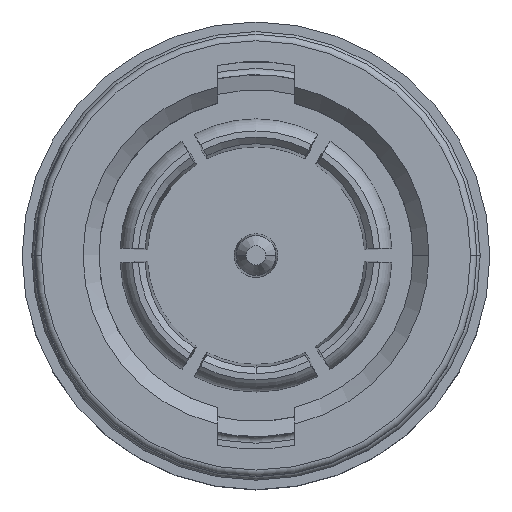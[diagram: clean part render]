
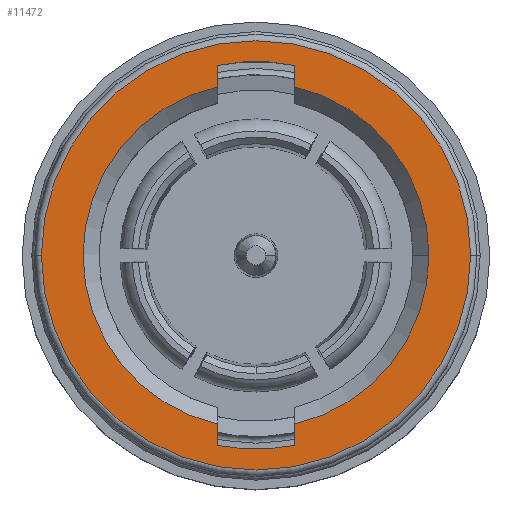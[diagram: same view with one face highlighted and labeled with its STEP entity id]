
A CAD part, top view. The second image highlights one B-rep face of the part: STEP entity #11472.
In plain terms, the highlighted planar face has unit normal (0, 0, 1).
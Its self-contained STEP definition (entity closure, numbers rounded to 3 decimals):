
#366 = VERTEX_POINT ( 'NONE', #13213 ) ;
#496 = ORIENTED_EDGE ( 'NONE', *, *, #5426, .F. ) ;
#507 = ORIENTED_EDGE ( 'NONE', *, *, #12636, .T. ) ;
#531 = DIRECTION ( 'NONE',  ( 1., 0., 0. ) ) ;
#795 = CARTESIAN_POINT ( 'NONE',  ( -1.2, 4.751, 0.73 ) ) ;
#823 = CARTESIAN_POINT ( 'NONE',  ( 1.2, -5.93, 0.73 ) ) ;
#919 = CIRCLE ( 'NONE', #6628, 6.7 ) ;
#930 = ORIENTED_EDGE ( 'NONE', *, *, #4419, .F. ) ;
#1496 = VERTEX_POINT ( 'NONE', #9431 ) ;
#1604 = CARTESIAN_POINT ( 'NONE',  ( 0., 0., 0.73 ) ) ;
#2206 = DIRECTION ( 'NONE',  ( 0., 0., 1. ) ) ;
#2500 = VECTOR ( 'NONE', #15427, 1000. ) ;
#2740 = DIRECTION ( 'NONE',  ( 0., 0., -1. ) ) ;
#2867 = DIRECTION ( 'NONE',  ( -1., 0., 0. ) ) ;
#3297 = AXIS2_PLACEMENT_3D ( 'NONE', #10219, #2740, #11466 ) ;
#3480 = CIRCLE ( 'NONE', #15851, 6.05 ) ;
#3518 = EDGE_CURVE ( 'NONE', #15863, #12816, #11561, .T. ) ;
#3536 = CIRCLE ( 'NONE', #5423, 5.4 ) ;
#3547 = VERTEX_POINT ( 'NONE', #4743 ) ;
#3718 = FACE_OUTER_BOUND ( 'NONE', #9693, .T. ) ;
#3802 = LINE ( 'NONE', #5012, #9638 ) ;
#3806 = CARTESIAN_POINT ( 'NONE',  ( -6.7, 0., 0.73 ) ) ;
#4166 = VERTEX_POINT ( 'NONE', #823 ) ;
#4419 = EDGE_CURVE ( 'NONE', #366, #15863, #3536, .T. ) ;
#4550 = EDGE_CURVE ( 'NONE', #10724, #7692, #8763, .T. ) ;
#4640 = VECTOR ( 'NONE', #7394, 1000. ) ;
#4743 = CARTESIAN_POINT ( 'NONE',  ( -1.2, -5.265, 0.73 ) ) ;
#4751 = CIRCLE ( 'NONE', #12867, 6.7 ) ;
#4802 = DIRECTION ( 'NONE',  ( 0., 0., 1. ) ) ;
#5012 = CARTESIAN_POINT ( 'NONE',  ( -1.2, -4.751, 0.73 ) ) ;
#5015 = EDGE_CURVE ( 'NONE', #4166, #366, #12070, .T. ) ;
#5148 = CARTESIAN_POINT ( 'NONE',  ( -1.2, 5.265, 0.73 ) ) ;
#5159 = DIRECTION ( 'NONE',  ( 0., 0., 1. ) ) ;
#5306 = DIRECTION ( 'NONE',  ( 0., 0., 1. ) ) ;
#5423 = AXIS2_PLACEMENT_3D ( 'NONE', #12735, #5306, #13968 ) ;
#5426 = EDGE_CURVE ( 'NONE', #11509, #10724, #3480, .T. ) ;
#5507 = VECTOR ( 'NONE', #15726, 1000. ) ;
#6239 = DIRECTION ( 'NONE',  ( 0., -1., 0. ) ) ;
#6628 = AXIS2_PLACEMENT_3D ( 'NONE', #12220, #4802, #13460 ) ;
#6724 = ORIENTED_EDGE ( 'NONE', *, *, #9787, .F. ) ;
#6771 = CARTESIAN_POINT ( 'NONE',  ( 1.2, -4.751, 0.73 ) ) ;
#6801 = VERTEX_POINT ( 'NONE', #14453 ) ;
#6886 = AXIS2_PLACEMENT_3D ( 'NONE', #12593, #5159, #13827 ) ;
#7394 = DIRECTION ( 'NONE',  ( 0., 1., 0. ) ) ;
#7407 = DIRECTION ( 'NONE',  ( 0., 0., 1. ) ) ;
#7468 = CIRCLE ( 'NONE', #6886, 5.4 ) ;
#7692 = VERTEX_POINT ( 'NONE', #5148 ) ;
#8019 = DIRECTION ( 'NONE',  ( 0., 0., 1. ) ) ;
#8763 = LINE ( 'NONE', #795, #5507 ) ;
#9183 = ORIENTED_EDGE ( 'NONE', *, *, #5015, .F. ) ;
#9431 = CARTESIAN_POINT ( 'NONE',  ( -1.2, -5.93, 0.73 ) ) ;
#9638 = VECTOR ( 'NONE', #6239, 1000. ) ;
#9674 = CARTESIAN_POINT ( 'NONE',  ( 0., 0., 0.73 ) ) ;
#9693 = EDGE_LOOP ( 'NONE', ( #507, #14115 ) ) ;
#9787 = EDGE_CURVE ( 'NONE', #12816, #11509, #14129, .T. ) ;
#9862 = VERTEX_POINT ( 'NONE', #3806 ) ;
#10047 = CARTESIAN_POINT ( 'NONE',  ( 1.2, 5.265, 0.73 ) ) ;
#10219 = CARTESIAN_POINT ( 'NONE',  ( 0., 0., 0.73 ) ) ;
#10340 = DIRECTION ( 'NONE',  ( 0., 0., 1. ) ) ;
#10647 = CIRCLE ( 'NONE', #15358, 6.05 ) ;
#10724 = VERTEX_POINT ( 'NONE', #11104 ) ;
#10919 = DIRECTION ( 'NONE',  ( 1., 0., 0. ) ) ;
#11104 = CARTESIAN_POINT ( 'NONE',  ( -1.2, 5.93, 0.73 ) ) ;
#11228 = ORIENTED_EDGE ( 'NONE', *, *, #13344, .F. ) ;
#11410 = PLANE ( 'NONE',  #3297 ) ;
#11462 = ORIENTED_EDGE ( 'NONE', *, *, #16025, .F. ) ;
#11466 = DIRECTION ( 'NONE',  ( -1., 0., 0. ) ) ;
#11472 = ADVANCED_FACE ( 'NONE', ( #13266, #3718 ), #11410, .F. ) ;
#11509 = VERTEX_POINT ( 'NONE', #11526 ) ;
#11526 = CARTESIAN_POINT ( 'NONE',  ( 1.2, 5.93, 0.73 ) ) ;
#11561 = CIRCLE ( 'NONE', #12791, 5.4 ) ;
#11927 = EDGE_LOOP ( 'NONE', ( #496, #6724, #13510, #930, #9183, #11228, #11462, #15900, #15873 ) ) ;
#12070 = LINE ( 'NONE', #6771, #2500 ) ;
#12220 = CARTESIAN_POINT ( 'NONE',  ( 0., 0., 0.73 ) ) ;
#12593 = CARTESIAN_POINT ( 'NONE',  ( 0., 0., 0.73 ) ) ;
#12636 = EDGE_CURVE ( 'NONE', #9862, #6801, #919, .T. ) ;
#12735 = CARTESIAN_POINT ( 'NONE',  ( 0., 0., 0.73 ) ) ;
#12791 = AXIS2_PLACEMENT_3D ( 'NONE', #9674, #2206, #10919 ) ;
#12816 = VERTEX_POINT ( 'NONE', #10047 ) ;
#12867 = AXIS2_PLACEMENT_3D ( 'NONE', #14843, #7407, #16088 ) ;
#13213 = CARTESIAN_POINT ( 'NONE',  ( 1.2, -5.265, 0.73 ) ) ;
#13266 = FACE_BOUND ( 'NONE', #11927, .T. ) ;
#13344 = EDGE_CURVE ( 'NONE', #1496, #4166, #10647, .T. ) ;
#13460 = DIRECTION ( 'NONE',  ( -1., 0., 0. ) ) ;
#13510 = ORIENTED_EDGE ( 'NONE', *, *, #3518, .F. ) ;
#13627 = CARTESIAN_POINT ( 'NONE',  ( 1.2, 4.751, 0.73 ) ) ;
#13827 = DIRECTION ( 'NONE',  ( 1., 0., 0. ) ) ;
#13968 = DIRECTION ( 'NONE',  ( 1., 0., 0. ) ) ;
#14071 = EDGE_CURVE ( 'NONE', #7692, #3547, #7468, .T. ) ;
#14115 = ORIENTED_EDGE ( 'NONE', *, *, #14398, .T. ) ;
#14129 = LINE ( 'NONE', #13627, #4640 ) ;
#14398 = EDGE_CURVE ( 'NONE', #6801, #9862, #4751, .T. ) ;
#14453 = CARTESIAN_POINT ( 'NONE',  ( 6.7, 0., 0.73 ) ) ;
#14843 = CARTESIAN_POINT ( 'NONE',  ( 0., 0., 0.73 ) ) ;
#15358 = AXIS2_PLACEMENT_3D ( 'NONE', #15452, #8019, #531 ) ;
#15427 = DIRECTION ( 'NONE',  ( 0., 1., 0. ) ) ;
#15452 = CARTESIAN_POINT ( 'NONE',  ( 0., 0., 0.73 ) ) ;
#15726 = DIRECTION ( 'NONE',  ( 0., -1., 0. ) ) ;
#15846 = CARTESIAN_POINT ( 'NONE',  ( 5.4, 0., 0.73 ) ) ;
#15851 = AXIS2_PLACEMENT_3D ( 'NONE', #1604, #10340, #2867 ) ;
#15863 = VERTEX_POINT ( 'NONE', #15846 ) ;
#15873 = ORIENTED_EDGE ( 'NONE', *, *, #4550, .F. ) ;
#15900 = ORIENTED_EDGE ( 'NONE', *, *, #14071, .F. ) ;
#16025 = EDGE_CURVE ( 'NONE', #3547, #1496, #3802, .T. ) ;
#16088 = DIRECTION ( 'NONE',  ( -1., 0., 0. ) ) ;
